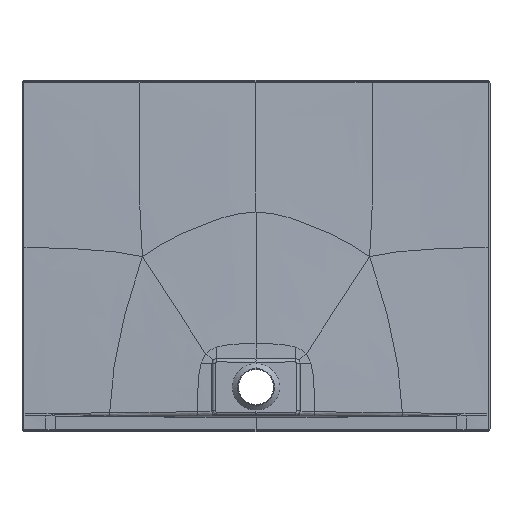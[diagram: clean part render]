
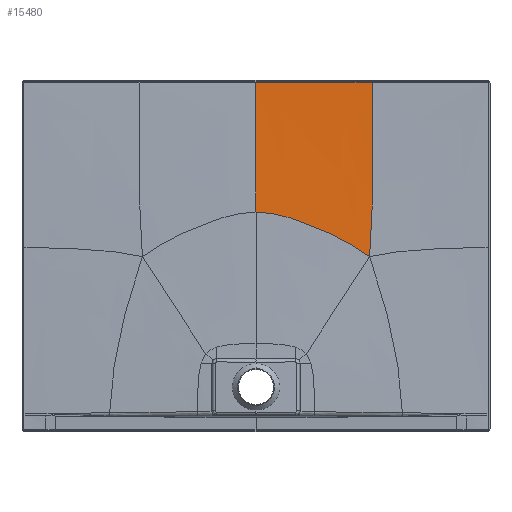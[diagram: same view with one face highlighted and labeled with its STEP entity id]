
A CAD part, front view. The second image highlights one B-rep face of the part: STEP entity #15480.
In plain terms, the highlighted free-form (B-spline) face has degree [3, 3] with [8, 10] control points.
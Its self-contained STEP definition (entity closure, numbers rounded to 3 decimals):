
#1421=CARTESIAN_POINT('',(291.382,-10.359,448.376));
#1423=CARTESIAN_POINT('',(0.,-12.199,
562.582));
#1424=CARTESIAN_POINT('',(21.394,-12.199,562.582));
#1425=CARTESIAN_POINT('',(65.885,-12.066,555.933));
#1426=CARTESIAN_POINT('',(136.904,-11.638,531.705));
#1427=CARTESIAN_POINT('',(199.41,-11.217,504.007));
#1428=CARTESIAN_POINT('',(251.459,-10.788,475.473));
#1429=CARTESIAN_POINT('',(278.035,-10.515,458.045));
#1430=CARTESIAN_POINT('',(291.382,-10.359,448.376));
#3969=CARTESIAN_POINT('',(300.001,-3.061,894.976));
#3992=CARTESIAN_POINT('',(-0.006,-3.139,
894.946));
#3993=CARTESIAN_POINT('',(23.269,-3.139,894.946));
#3994=CARTESIAN_POINT('',(67.962,-3.134,894.947));
#3995=CARTESIAN_POINT('',(127.625,-3.119,894.953));
#3996=CARTESIAN_POINT('',(185.23,-3.101,894.96));
#3997=CARTESIAN_POINT('',(243.849,-3.081,894.968));
#3998=CARTESIAN_POINT('',(281.415,-3.068,894.973));
#3999=CARTESIAN_POINT('',(300.001,-3.061,894.976));
#4001=CARTESIAN_POINT('',(300.001,-3.061,894.976));
#4002=CARTESIAN_POINT('',(300.007,-3.432,864.738));
#4003=CARTESIAN_POINT('',(300.018,-4.328,801.579));
#4004=CARTESIAN_POINT('',(300.271,-5.731,715.589));
#4005=CARTESIAN_POINT('',(299.898,-7.017,638.22));
#4006=CARTESIAN_POINT('',(298.803,-8.051,576.64));
#4007=CARTESIAN_POINT('',(296.686,-8.974,523.188));
#4008=CARTESIAN_POINT('',(294.003,-9.753,480.242));
#4009=CARTESIAN_POINT('',(292.314,-10.155,458.935));
#4010=CARTESIAN_POINT('',(291.382,-10.359,448.376));
#4012=DIRECTION('',(0.,-0.027,-1.));
#4013=VECTOR('',#4012,332.487);
#4014=CARTESIAN_POINT('',(-0.006,-3.139,
894.946));
#4015=LINE('',#4014,#4013);
#4564=VERTEX_POINT('',#1421);
#4681=VERTEX_POINT('',#3969);
#4703=CARTESIAN_POINT('',(0.,-12.199,
562.582));
#4705=VERTEX_POINT('',#4703);
#4706=CARTESIAN_POINT('',(-0.006,-3.139,
894.946));
#4707=VERTEX_POINT('',#4706);
#15391=CARTESIAN_POINT('',(-3.062,-3.028,
899.022));
#15392=CARTESIAN_POINT('',(-3.061,-3.785,
871.25));
#15393=CARTESIAN_POINT('',(-3.021,-5.308,
815.352));
#15394=CARTESIAN_POINT('',(-2.892,-7.215,
745.391));
#15395=CARTESIAN_POINT('',(-2.775,-8.748,
689.138));
#15396=CARTESIAN_POINT('',(-2.694,-9.898,
646.947));
#15397=CARTESIAN_POINT('',(-2.645,-10.857,
611.788));
#15398=CARTESIAN_POINT('',(-2.621,-11.65,
582.676));
#15399=CARTESIAN_POINT('',(-2.616,-12.061,
567.627));
#15400=CARTESIAN_POINT('',(-2.616,-12.279,
559.61));
#15401=CARTESIAN_POINT('',(22.959,-3.028,
899.023));
#15402=CARTESIAN_POINT('',(22.956,-3.786,
871.256));
#15403=CARTESIAN_POINT('',(22.652,-5.312,
815.372));
#15404=CARTESIAN_POINT('',(21.676,-7.221,
745.45));
#15405=CARTESIAN_POINT('',(20.79,-8.755,
689.25));
#15406=CARTESIAN_POINT('',(20.18,-9.905,
647.11));
#15407=CARTESIAN_POINT('',(19.805,-10.863,
612.001));
#15408=CARTESIAN_POINT('',(19.623,-11.657,
582.931));
#15409=CARTESIAN_POINT('',(19.582,-12.066,
567.904));
#15410=CARTESIAN_POINT('',(19.576,-12.285,
559.899));
#15411=CARTESIAN_POINT('',(73.979,-3.027,
899.015));
#15412=CARTESIAN_POINT('',(73.971,-3.758,
871.128));
#15413=CARTESIAN_POINT('',(73.045,-5.232,
814.922));
#15414=CARTESIAN_POINT('',(70.208,-7.09,
744.081));
#15415=CARTESIAN_POINT('',(67.776,-8.601,
686.643));
#15416=CARTESIAN_POINT('',(66.189,-9.745,
643.323));
#15417=CARTESIAN_POINT('',(65.304,-10.709,
607.066));
#15418=CARTESIAN_POINT('',(64.945,-11.514,
577.012));
#15419=CARTESIAN_POINT('',(64.904,-11.931,
561.483));
#15420=CARTESIAN_POINT('',(64.923,-12.154,
553.216));
#15421=CARTESIAN_POINT('',(150.,-3.023,
898.989));
#15422=CARTESIAN_POINT('',(149.987,-3.653,
870.732));
#15423=CARTESIAN_POINT('',(148.534,-4.943,
813.493));
#15424=CARTESIAN_POINT('',(144.288,-6.633,
739.422));
#15425=CARTESIAN_POINT('',(140.827,-8.075,
677.42));
#15426=CARTESIAN_POINT('',(138.656,-9.206,
629.658));
#15427=CARTESIAN_POINT('',(137.493,-10.195,
588.997));
#15428=CARTESIAN_POINT('',(137.001,-11.041,
555.104));
#15429=CARTESIAN_POINT('',(136.907,-11.487,
537.58));
#15430=CARTESIAN_POINT('',(136.899,-11.726,
528.274));
#15431=CARTESIAN_POINT('',(212.5,-3.019,
898.952));
#15432=CARTESIAN_POINT('',(212.49,-3.543,
870.063));
#15433=CARTESIAN_POINT('',(211.239,-4.659,
811.278));
#15434=CARTESIAN_POINT('',(207.687,-6.219,
733.295));
#15435=CARTESIAN_POINT('',(204.721,-7.605,
666.111));
#15436=CARTESIAN_POINT('',(202.696,-8.723,
613.431));
#15437=CARTESIAN_POINT('',(201.27,-9.726,
568.021));
#15438=CARTESIAN_POINT('',(200.175,-10.596,
530.1));
#15439=CARTESIAN_POINT('',(199.614,-11.059,
510.547));
#15440=CARTESIAN_POINT('',(199.293,-11.308,
500.186));
#15441=CARTESIAN_POINT('',(263.303,-3.016,
898.897));
#15442=CARTESIAN_POINT('',(263.301,-3.455,
868.831));
#15443=CARTESIAN_POINT('',(262.673,-4.447,
807.473));
#15444=CARTESIAN_POINT('',(261.016,-5.927,
724.777));
#15445=CARTESIAN_POINT('',(259.355,-7.265,
652.235));
#15446=CARTESIAN_POINT('',(257.807,-8.349,
594.769));
#15447=CARTESIAN_POINT('',(256.023,-9.324,
544.96));
#15448=CARTESIAN_POINT('',(254.032,-10.173,
503.455));
#15449=CARTESIAN_POINT('',(252.763,-10.626,
482.112));
#15450=CARTESIAN_POINT('',(252.026,-10.871,
470.864));
#15451=CARTESIAN_POINT('',(289.106,-3.015,
898.856));
#15452=CARTESIAN_POINT('',(289.11,-3.412,
867.857));
#15453=CARTESIAN_POINT('',(288.921,-4.347,
804.519));
#15454=CARTESIAN_POINT('',(288.583,-5.79,
718.658));
#15455=CARTESIAN_POINT('',(287.818,-7.094,
642.829));
#15456=CARTESIAN_POINT('',(286.59,-8.146,
582.54));
#15457=CARTESIAN_POINT('',(284.585,-9.087,
530.226));
#15458=CARTESIAN_POINT('',(282.033,-9.908,
486.678));
#15459=CARTESIAN_POINT('',(280.388,-10.347,
464.369));
#15460=CARTESIAN_POINT('',(279.376,-10.584,
452.57));
#15461=CARTESIAN_POINT('',(302.409,-3.014,
898.831));
#15462=CARTESIAN_POINT('',(302.416,-3.391,
867.242));
#15463=CARTESIAN_POINT('',(302.467,-4.296,
802.664));
#15464=CARTESIAN_POINT('',(302.854,-5.718,
714.918));
#15465=CARTESIAN_POINT('',(302.567,-7.,
637.211));
#15466=CARTESIAN_POINT('',(301.502,-8.03,
575.347));
#15467=CARTESIAN_POINT('',(299.36,-8.95,
521.645));
#15468=CARTESIAN_POINT('',(296.533,-9.752,
476.997));
#15469=CARTESIAN_POINT('',(294.659,-10.181,
454.105));
#15470=CARTESIAN_POINT('',(293.552,-10.414,
442.053));
#15471=B_SPLINE_SURFACE_WITH_KNOTS('',3,3,((#15391,#15392,#15393,#15394,#15395,
#15396,#15397,#15398,#15399,#15400),(#15401,#15402,#15403,#15404,#15405,#15406,
#15407,#15408,#15409,#15410),(#15411,#15412,#15413,#15414,#15415,#15416,#15417,
#15418,#15419,#15420),(#15421,#15422,#15423,#15424,#15425,#15426,#15427,#15428,
#15429,#15430),(#15431,#15432,#15433,#15434,#15435,#15436,#15437,#15438,#15439,
#15440),(#15441,#15442,#15443,#15444,#15445,#15446,#15447,#15448,#15449,#15450),
(#15451,#15452,#15453,#15454,#15455,#15456,#15457,#15458,#15459,#15460),(#15461,
#15462,#15463,#15464,#15465,#15466,#15467,#15468,#15469,#15470)),.UNSPECIFIED.,
.F.,.F.,.F.,(4,1,1,1,1,4),(4,1,1,1,1,1,1,4),(-0.005,0.125,0.25,
0.375,0.438,0.504),(0.002,0.125,0.25,0.313,
0.375,0.438,0.469,0.504),.UNSPECIFIED.);
#15473=ORIENTED_EDGE('',*,*,#15472,.F.);
#15475=ORIENTED_EDGE('',*,*,#15474,.T.);
#15476=ORIENTED_EDGE('',*,*,#15383,.T.);
#15477=ORIENTED_EDGE('',*,*,#8240,.F.);
#15478=EDGE_LOOP('',(#15473,#15475,#15476,#15477));
#15479=FACE_OUTER_BOUND('',#15478,.F.);
#15480=ADVANCED_FACE('',(#15479),#15471,.F.);
#1431=B_SPLINE_CURVE_WITH_KNOTS('',3,(#1423,#1424,#1425,#1426,#1427,#1428,#1429,
#1430),.UNSPECIFIED.,.F.,.F.,(4,1,1,1,1,4),(0.,0.25,0.5,0.75,0.875,
1.),.UNSPECIFIED.);
#4000=B_SPLINE_CURVE_WITH_KNOTS('',3,(#3992,#3993,#3994,#3995,#3996,#3997,#3998,
#3999),.UNSPECIFIED.,.F.,.F.,(4,1,1,1,1,4),(0.,0.2,0.4,0.6,0.8,1.),
.UNSPECIFIED.);
#4011=B_SPLINE_CURVE_WITH_KNOTS('',3,(#4001,#4002,#4003,#4004,#4005,#4006,#4007,
#4008,#4009,#4010),.UNSPECIFIED.,.F.,.F.,(4,1,1,1,1,1,1,4),(0.,
0.24,0.493,0.62,0.747,
0.873,0.937,1.),.UNSPECIFIED.);
#8240=EDGE_CURVE('',#4705,#4564,#1431,.T.);
#15383=EDGE_CURVE('',#4681,#4564,#4011,.T.);
#15472=EDGE_CURVE('',#4707,#4705,#4015,.T.);
#15474=EDGE_CURVE('',#4707,#4681,#4000,.T.);
